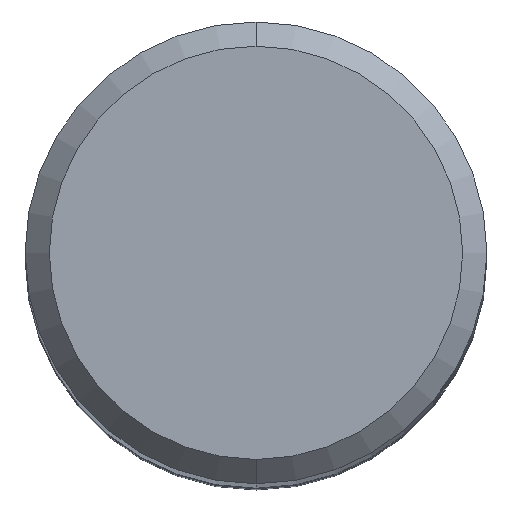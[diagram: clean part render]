
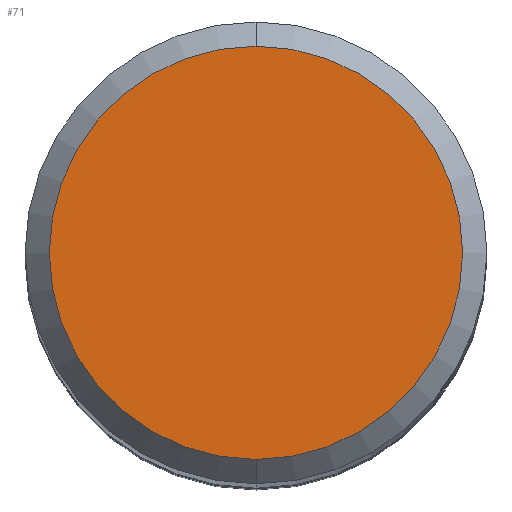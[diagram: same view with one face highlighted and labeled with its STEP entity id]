
A CAD part, top view. The second image highlights one B-rep face of the part: STEP entity #71.
In plain terms, the highlighted planar face has unit normal (0, 0, 1).
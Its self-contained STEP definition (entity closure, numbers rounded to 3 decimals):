
#53=PLANE('',#410);
#71=ADVANCED_FACE('',(#95),#53,.F.);
#95=FACE_OUTER_BOUND('',#113,.T.);
#113=EDGE_LOOP('',(#176,#177));
#176=ORIENTED_EDGE('',*,*,#224,.F.);
#177=ORIENTED_EDGE('',*,*,#227,.F.);
#194=VERTEX_POINT('',#604);
#195=VERTEX_POINT('',#605);
#224=EDGE_CURVE('',#194,#195,#247,.T.);
#227=EDGE_CURVE('',#195,#194,#248,.T.);
#247=CIRCLE('',#406,4.263);
#248=CIRCLE('',#408,4.263);
#406=AXIS2_PLACEMENT_3D('',#603,#515,#516);
#408=AXIS2_PLACEMENT_3D('',#609,#521,#522);
#410=AXIS2_PLACEMENT_3D('',#611,#525,#526);
#515=DIRECTION('',(0.,0.,-1.));
#516=DIRECTION('',(0.,1.,0.));
#521=DIRECTION('',(0.,0.,-1.));
#522=DIRECTION('',(0.,-1.,0.));
#525=DIRECTION('',(0.,0.,-1.));
#526=DIRECTION('',(0.,1.,0.));
#603=CARTESIAN_POINT('',(0.,0.,76.2));
#604=CARTESIAN_POINT('',(0.,4.263,76.2));
#605=CARTESIAN_POINT('',(0.,-4.263,76.2));
#609=CARTESIAN_POINT('',(0.,0.,76.2));
#611=CARTESIAN_POINT('',(0.,0.,76.2));
